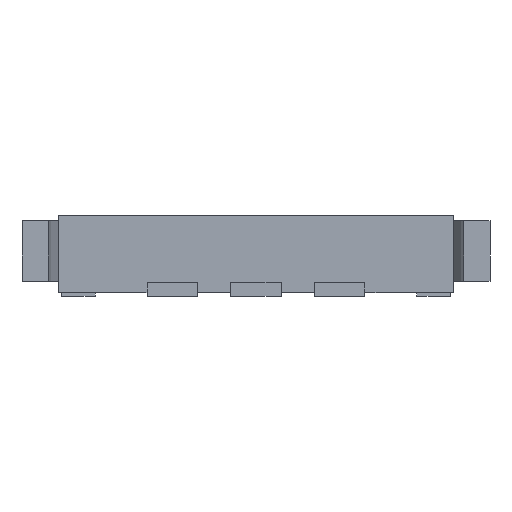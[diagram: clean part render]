
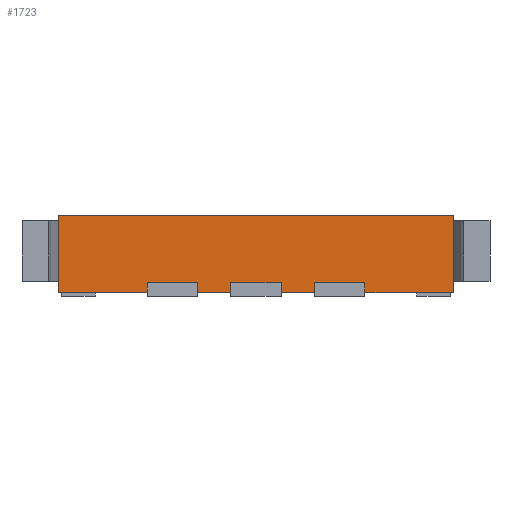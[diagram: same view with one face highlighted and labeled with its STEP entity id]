
A CAD part, front view. The second image highlights one B-rep face of the part: STEP entity #1723.
In plain terms, the highlighted free-form (B-spline) face has degree [1, 1] with [2, 2] control points.
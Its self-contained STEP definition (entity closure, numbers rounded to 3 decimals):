
#1723 = ADVANCED_FACE('',(#1724),#1854,.T.);
#1724 = FACE_BOUND('',#1725,.T.);
#1725 = EDGE_LOOP('',(#1726,#1736,#1744,#1752,#1760,#1768,#1776,#1784,
    #1792,#1800,#1808,#1816,#1824,#1832,#1840,#1848));
#1726 = ORIENTED_EDGE('',*,*,#1727,.T.);
#1727 = EDGE_CURVE('',#1728,#1730,#1732,.T.);
#1728 = VERTEX_POINT('',#1729);
#1729 = CARTESIAN_POINT('',(7.648,0.,0.));
#1730 = VERTEX_POINT('',#1731);
#1731 = CARTESIAN_POINT('',(6.648,0.,0.));
#1732 = LINE('',#1733,#1734);
#1733 = CARTESIAN_POINT('',(7.648,0.,0.));
#1734 = VECTOR('',#1735,1.);
#1735 = DIRECTION('',(-1.,0.,0.));
#1736 = ORIENTED_EDGE('',*,*,#1737,.T.);
#1737 = EDGE_CURVE('',#1730,#1738,#1740,.T.);
#1738 = VERTEX_POINT('',#1739);
#1739 = CARTESIAN_POINT('',(6.648,0.,0.3));
#1740 = LINE('',#1741,#1742);
#1741 = CARTESIAN_POINT('',(6.648,0.,0.));
#1742 = VECTOR('',#1743,1.);
#1743 = DIRECTION('',(0.,0.,1.));
#1744 = ORIENTED_EDGE('',*,*,#1745,.T.);
#1745 = EDGE_CURVE('',#1738,#1746,#1748,.T.);
#1746 = VERTEX_POINT('',#1747);
#1747 = CARTESIAN_POINT('',(5.148,0.,0.3));
#1748 = LINE('',#1749,#1750);
#1749 = CARTESIAN_POINT('',(6.648,0.,0.3));
#1750 = VECTOR('',#1751,1.);
#1751 = DIRECTION('',(-1.,0.,0.));
#1752 = ORIENTED_EDGE('',*,*,#1753,.T.);
#1753 = EDGE_CURVE('',#1746,#1754,#1756,.T.);
#1754 = VERTEX_POINT('',#1755);
#1755 = CARTESIAN_POINT('',(5.148,0.,0.));
#1756 = LINE('',#1757,#1758);
#1757 = CARTESIAN_POINT('',(5.148,0.,0.3));
#1758 = VECTOR('',#1759,1.);
#1759 = DIRECTION('',(0.,0.,-1.));
#1760 = ORIENTED_EDGE('',*,*,#1761,.T.);
#1761 = EDGE_CURVE('',#1754,#1762,#1764,.T.);
#1762 = VERTEX_POINT('',#1763);
#1763 = CARTESIAN_POINT('',(4.148,0.,0.));
#1764 = LINE('',#1765,#1766);
#1765 = CARTESIAN_POINT('',(5.148,0.,0.));
#1766 = VECTOR('',#1767,1.);
#1767 = DIRECTION('',(-1.,0.,0.));
#1768 = ORIENTED_EDGE('',*,*,#1769,.T.);
#1769 = EDGE_CURVE('',#1762,#1770,#1772,.T.);
#1770 = VERTEX_POINT('',#1771);
#1771 = CARTESIAN_POINT('',(4.148,0.,0.3));
#1772 = LINE('',#1773,#1774);
#1773 = CARTESIAN_POINT('',(4.148,0.,0.));
#1774 = VECTOR('',#1775,1.);
#1775 = DIRECTION('',(0.,0.,1.));
#1776 = ORIENTED_EDGE('',*,*,#1777,.T.);
#1777 = EDGE_CURVE('',#1770,#1778,#1780,.T.);
#1778 = VERTEX_POINT('',#1779);
#1779 = CARTESIAN_POINT('',(2.648,0.,0.3));
#1780 = LINE('',#1781,#1782);
#1781 = CARTESIAN_POINT('',(4.148,0.,0.3));
#1782 = VECTOR('',#1783,1.);
#1783 = DIRECTION('',(-1.,0.,0.));
#1784 = ORIENTED_EDGE('',*,*,#1785,.T.);
#1785 = EDGE_CURVE('',#1778,#1786,#1788,.T.);
#1786 = VERTEX_POINT('',#1787);
#1787 = CARTESIAN_POINT('',(2.648,0.,0.));
#1788 = LINE('',#1789,#1790);
#1789 = CARTESIAN_POINT('',(2.648,0.,0.3));
#1790 = VECTOR('',#1791,1.);
#1791 = DIRECTION('',(0.,0.,-1.));
#1792 = ORIENTED_EDGE('',*,*,#1793,.T.);
#1793 = EDGE_CURVE('',#1786,#1794,#1796,.T.);
#1794 = VERTEX_POINT('',#1795);
#1795 = CARTESIAN_POINT('',(0.,0.,0.));
#1796 = LINE('',#1797,#1798);
#1797 = CARTESIAN_POINT('',(2.648,0.,0.));
#1798 = VECTOR('',#1799,1.);
#1799 = DIRECTION('',(-1.,0.,0.));
#1800 = ORIENTED_EDGE('',*,*,#1801,.T.);
#1801 = EDGE_CURVE('',#1794,#1802,#1804,.T.);
#1802 = VERTEX_POINT('',#1803);
#1803 = CARTESIAN_POINT('',(0.,0.,2.3));
#1804 = LINE('',#1805,#1806);
#1805 = CARTESIAN_POINT('',(0.,0.,0.));
#1806 = VECTOR('',#1807,1.);
#1807 = DIRECTION('',(0.,0.,1.));
#1808 = ORIENTED_EDGE('',*,*,#1809,.T.);
#1809 = EDGE_CURVE('',#1802,#1810,#1812,.T.);
#1810 = VERTEX_POINT('',#1811);
#1811 = CARTESIAN_POINT('',(11.8,0.,2.3));
#1812 = LINE('',#1813,#1814);
#1813 = CARTESIAN_POINT('',(0.,0.,2.3));
#1814 = VECTOR('',#1815,1.);
#1815 = DIRECTION('',(1.,0.,0.));
#1816 = ORIENTED_EDGE('',*,*,#1817,.T.);
#1817 = EDGE_CURVE('',#1810,#1818,#1820,.T.);
#1818 = VERTEX_POINT('',#1819);
#1819 = CARTESIAN_POINT('',(11.8,0.,0.));
#1820 = LINE('',#1821,#1822);
#1821 = CARTESIAN_POINT('',(11.8,0.,2.3));
#1822 = VECTOR('',#1823,1.);
#1823 = DIRECTION('',(0.,0.,-1.));
#1824 = ORIENTED_EDGE('',*,*,#1825,.T.);
#1825 = EDGE_CURVE('',#1818,#1826,#1828,.T.);
#1826 = VERTEX_POINT('',#1827);
#1827 = CARTESIAN_POINT('',(9.148,0.,0.));
#1828 = LINE('',#1829,#1830);
#1829 = CARTESIAN_POINT('',(11.8,0.,0.));
#1830 = VECTOR('',#1831,1.);
#1831 = DIRECTION('',(-1.,0.,0.));
#1832 = ORIENTED_EDGE('',*,*,#1833,.T.);
#1833 = EDGE_CURVE('',#1826,#1834,#1836,.T.);
#1834 = VERTEX_POINT('',#1835);
#1835 = CARTESIAN_POINT('',(9.148,0.,0.3));
#1836 = LINE('',#1837,#1838);
#1837 = CARTESIAN_POINT('',(9.148,0.,0.));
#1838 = VECTOR('',#1839,1.);
#1839 = DIRECTION('',(0.,0.,1.));
#1840 = ORIENTED_EDGE('',*,*,#1841,.T.);
#1841 = EDGE_CURVE('',#1834,#1842,#1844,.T.);
#1842 = VERTEX_POINT('',#1843);
#1843 = CARTESIAN_POINT('',(7.648,0.,0.3));
#1844 = LINE('',#1845,#1846);
#1845 = CARTESIAN_POINT('',(9.148,0.,0.3));
#1846 = VECTOR('',#1847,1.);
#1847 = DIRECTION('',(-1.,0.,0.));
#1848 = ORIENTED_EDGE('',*,*,#1849,.T.);
#1849 = EDGE_CURVE('',#1842,#1728,#1850,.T.);
#1850 = LINE('',#1851,#1852);
#1851 = CARTESIAN_POINT('',(7.648,0.,0.3));
#1852 = VECTOR('',#1853,1.);
#1853 = DIRECTION('',(0.,0.,-1.));
#1854 = B_SPLINE_SURFACE_WITH_KNOTS('',1,1,(
    (#1855,#1856)
    ,(#1857,#1858
    )),.UNSPECIFIED.,.F.,.F.,.F.,(2,2),(2,2),(0.,1.),(0.,1.),
  .PIECEWISE_BEZIER_KNOTS.);
#1855 = CARTESIAN_POINT('',(0.,0.,0.));
#1856 = CARTESIAN_POINT('',(11.8,0.,0.));
#1857 = CARTESIAN_POINT('',(0.,0.,2.3));
#1858 = CARTESIAN_POINT('',(11.8,0.,2.3));
